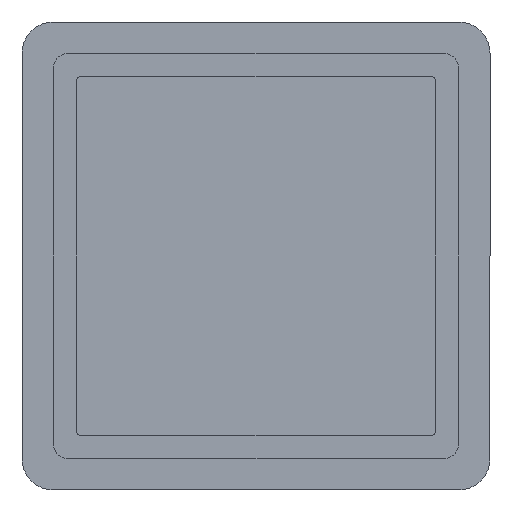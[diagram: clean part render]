
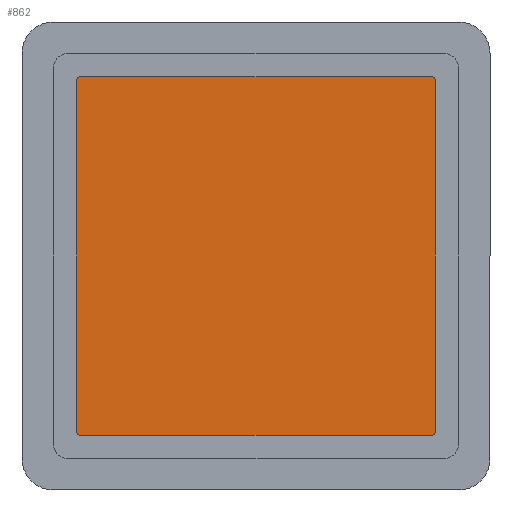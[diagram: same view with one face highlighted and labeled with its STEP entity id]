
A CAD part, front view. The second image highlights one B-rep face of the part: STEP entity #862.
In plain terms, the highlighted planar face has unit normal (0, -1, 0).
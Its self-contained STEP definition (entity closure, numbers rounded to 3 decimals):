
#8 = CIRCLE ( 'NONE', #475, 0.25 ) ;
#26 = ORIENTED_EDGE ( 'NONE', *, *, #37, .F. ) ;
#37 = EDGE_CURVE ( 'NONE', #358, #935, #984, .T. ) ;
#51 = VERTEX_POINT ( 'NONE', #897 ) ;
#52 = CARTESIAN_POINT ( 'NONE',  ( 11.5, 20., 11.25 ) ) ;
#64 = CARTESIAN_POINT ( 'NONE',  ( -11.5, 20., 11.25 ) ) ;
#67 = VECTOR ( 'NONE', #409, 1000. ) ;
#97 = EDGE_CURVE ( 'NONE', #710, #788, #729, .T. ) ;
#129 = DIRECTION ( 'NONE',  ( 0., 0., -1. ) ) ;
#139 = CARTESIAN_POINT ( 'NONE',  ( -11.25, 20., -11.25 ) ) ;
#176 = ORIENTED_EDGE ( 'NONE', *, *, #97, .T. ) ;
#197 = CARTESIAN_POINT ( 'NONE',  ( -11.5, 20., 11.5 ) ) ;
#212 = VERTEX_POINT ( 'NONE', #574 ) ;
#214 = DIRECTION ( 'NONE',  ( 0., -1., 0. ) ) ;
#226 = EDGE_CURVE ( 'NONE', #258, #788, #232, .T. ) ;
#232 = LINE ( 'NONE', #1106, #634 ) ;
#235 = AXIS2_PLACEMENT_3D ( 'NONE', #1001, #214, #820 ) ;
#237 = PLANE ( 'NONE',  #776 ) ;
#258 = VERTEX_POINT ( 'NONE', #52 ) ;
#282 = ORIENTED_EDGE ( 'NONE', *, *, #1129, .T. ) ;
#335 = FACE_OUTER_BOUND ( 'NONE', #843, .T. ) ;
#337 = AXIS2_PLACEMENT_3D ( 'NONE', #734, #374, #369 ) ;
#358 = VERTEX_POINT ( 'NONE', #749 ) ;
#369 = DIRECTION ( 'NONE',  ( 0., 0., 1. ) ) ;
#374 = DIRECTION ( 'NONE',  ( 0., -1., 0. ) ) ;
#409 = DIRECTION ( 'NONE',  ( 0., 0., 1. ) ) ;
#429 = CIRCLE ( 'NONE', #337, 0.25 ) ;
#460 = CARTESIAN_POINT ( 'NONE',  ( 11.25, 20., 11.25 ) ) ;
#475 = AXIS2_PLACEMENT_3D ( 'NONE', #460, #812, #988 ) ;
#481 = VERTEX_POINT ( 'NONE', #64 ) ;
#503 = ORIENTED_EDGE ( 'NONE', *, *, #864, .T. ) ;
#504 = DIRECTION ( 'NONE',  ( 0., 1., 0. ) ) ;
#546 = VECTOR ( 'NONE', #1036, 1000. ) ;
#551 = DIRECTION ( 'NONE',  ( 1., 0., 0. ) ) ;
#560 = EDGE_CURVE ( 'NONE', #710, #212, #1117, .T. ) ;
#566 = VECTOR ( 'NONE', #551, 1000. ) ;
#574 = CARTESIAN_POINT ( 'NONE',  ( -11.25, 20., -11.5 ) ) ;
#634 = VECTOR ( 'NONE', #129, 1000. ) ;
#661 = DIRECTION ( 'NONE',  ( 0., -1., 0. ) ) ;
#665 = ORIENTED_EDGE ( 'NONE', *, *, #785, .F. ) ;
#669 = LINE ( 'NONE', #936, #67 ) ;
#671 = EDGE_CURVE ( 'NONE', #258, #935, #8, .T. ) ;
#676 = CARTESIAN_POINT ( 'NONE',  ( 0., 20., 0. ) ) ;
#687 = ORIENTED_EDGE ( 'NONE', *, *, #226, .F. ) ;
#688 = DIRECTION ( 'NONE',  ( 0., 0., 1. ) ) ;
#710 = VERTEX_POINT ( 'NONE', #741 ) ;
#729 = CIRCLE ( 'NONE', #235, 0.25 ) ;
#734 = CARTESIAN_POINT ( 'NONE',  ( -11.25, 20., 11.25 ) ) ;
#740 = ORIENTED_EDGE ( 'NONE', *, *, #560, .F. ) ;
#741 = CARTESIAN_POINT ( 'NONE',  ( 11.25, 20., -11.5 ) ) ;
#749 = CARTESIAN_POINT ( 'NONE',  ( -11.25, 20., 11.5 ) ) ;
#776 = AXIS2_PLACEMENT_3D ( 'NONE', #676, #504, #688 ) ;
#785 = EDGE_CURVE ( 'NONE', #51, #481, #669, .T. ) ;
#788 = VERTEX_POINT ( 'NONE', #1097 ) ;
#804 = AXIS2_PLACEMENT_3D ( 'NONE', #139, #661, #1011 ) ;
#812 = DIRECTION ( 'NONE',  ( 0., -1., 0. ) ) ;
#820 = DIRECTION ( 'NONE',  ( 0., 0., 1. ) ) ;
#843 = EDGE_LOOP ( 'NONE', ( #687, #1111, #26, #282, #665, #503, #740, #176 ) ) ;
#862 = ADVANCED_FACE ( 'NONE', ( #335 ), #237, .F. ) ;
#864 = EDGE_CURVE ( 'NONE', #51, #212, #914, .T. ) ;
#897 = CARTESIAN_POINT ( 'NONE',  ( -11.5, 20., -11.25 ) ) ;
#914 = CIRCLE ( 'NONE', #804, 0.25 ) ;
#935 = VERTEX_POINT ( 'NONE', #950 ) ;
#936 = CARTESIAN_POINT ( 'NONE',  ( -11.5, 20., -11.5 ) ) ;
#943 = CARTESIAN_POINT ( 'NONE',  ( -11.5, 20., -11.5 ) ) ;
#950 = CARTESIAN_POINT ( 'NONE',  ( 11.25, 20., 11.5 ) ) ;
#984 = LINE ( 'NONE', #197, #566 ) ;
#988 = DIRECTION ( 'NONE',  ( 0., 0., 1. ) ) ;
#1001 = CARTESIAN_POINT ( 'NONE',  ( 11.25, 20., -11.25 ) ) ;
#1011 = DIRECTION ( 'NONE',  ( 0., 0., 1. ) ) ;
#1036 = DIRECTION ( 'NONE',  ( -1., 0., 0. ) ) ;
#1097 = CARTESIAN_POINT ( 'NONE',  ( 11.5, 20., -11.25 ) ) ;
#1106 = CARTESIAN_POINT ( 'NONE',  ( 11.5, 20., -11.5 ) ) ;
#1111 = ORIENTED_EDGE ( 'NONE', *, *, #671, .T. ) ;
#1117 = LINE ( 'NONE', #943, #546 ) ;
#1129 = EDGE_CURVE ( 'NONE', #358, #481, #429, .T. ) ;
